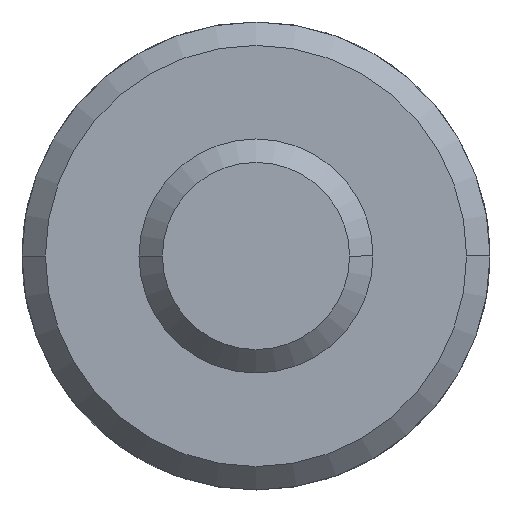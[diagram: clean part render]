
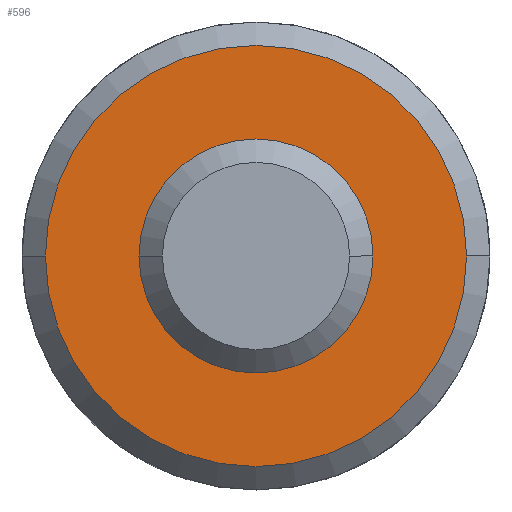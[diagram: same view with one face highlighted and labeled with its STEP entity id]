
A CAD part, left-side view. The second image highlights one B-rep face of the part: STEP entity #596.
In plain terms, the highlighted planar face has unit normal (-1, 0, 0).
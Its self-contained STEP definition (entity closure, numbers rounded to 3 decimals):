
#84=CARTESIAN_POINT('',(-14.,2.7,0.0));
#85=VERTEX_POINT('',#84);
#94=CARTESIAN_POINT('',(-14.,-2.7,0.));
#95=VERTEX_POINT('',#94);
#96=CARTESIAN_POINT('',(-14.,0.0,0.0));
#97=DIRECTION('',(1.0,0.0,0.0));
#98=DIRECTION('',(0.0,1.0,0.0));
#99=AXIS2_PLACEMENT_3D('',#96,#97,#98);
#100=CIRCLE('',#99,2.7);
#101=EDGE_CURVE('',#85,#95,#100,.T.);
#128=CARTESIAN_POINT('',(-14.,1.25,0.0));
#129=VERTEX_POINT('',#128);
#145=CARTESIAN_POINT('',(-14.,-1.25,0.));
#146=VERTEX_POINT('',#145);
#153=CARTESIAN_POINT('',(-14.,0.0,0.0));
#154=DIRECTION('',(1.0,0.0,0.0));
#155=DIRECTION('',(0.0,1.0,0.0));
#156=AXIS2_PLACEMENT_3D('',#153,#154,#155);
#157=CIRCLE('',#156,1.25);
#158=EDGE_CURVE('',#129,#146,#157,.T.);
#565=CARTESIAN_POINT('',(-14.,0.0,0.0));
#566=DIRECTION('',(1.0,0.0,0.0));
#567=DIRECTION('',(0.0,1.0,0.0));
#568=AXIS2_PLACEMENT_3D('',#565,#566,#567);
#569=CIRCLE('',#568,1.25);
#570=EDGE_CURVE('',#146,#129,#569,.T.);
#577=CARTESIAN_POINT('',(-14.,1.975,0.0));
#578=DIRECTION('',(-1.0,0.0,0.0));
#579=DIRECTION('',(0.0,0.0,1.0));
#580=AXIS2_PLACEMENT_3D('',#577,#578,#579);
#581=PLANE('',#580);
#582=ORIENTED_EDGE('',*,*,#101,.F.);
#583=CARTESIAN_POINT('',(-14.,0.0,0.0));
#584=DIRECTION('',(1.0,0.0,0.0));
#585=DIRECTION('',(0.0,1.0,0.0));
#586=AXIS2_PLACEMENT_3D('',#583,#584,#585);
#587=CIRCLE('',#586,2.7);
#588=EDGE_CURVE('',#95,#85,#587,.T.);
#589=ORIENTED_EDGE('',*,*,#588,.F.);
#590=EDGE_LOOP('',(#582,#589));
#591=FACE_OUTER_BOUND('',#590,.T.);
#592=ORIENTED_EDGE('',*,*,#158,.T.);
#593=ORIENTED_EDGE('',*,*,#570,.T.);
#594=EDGE_LOOP('',(#592,#593));
#595=FACE_BOUND('',#594,.T.);
#596=ADVANCED_FACE('',(#591,#595),#581,.T.);
